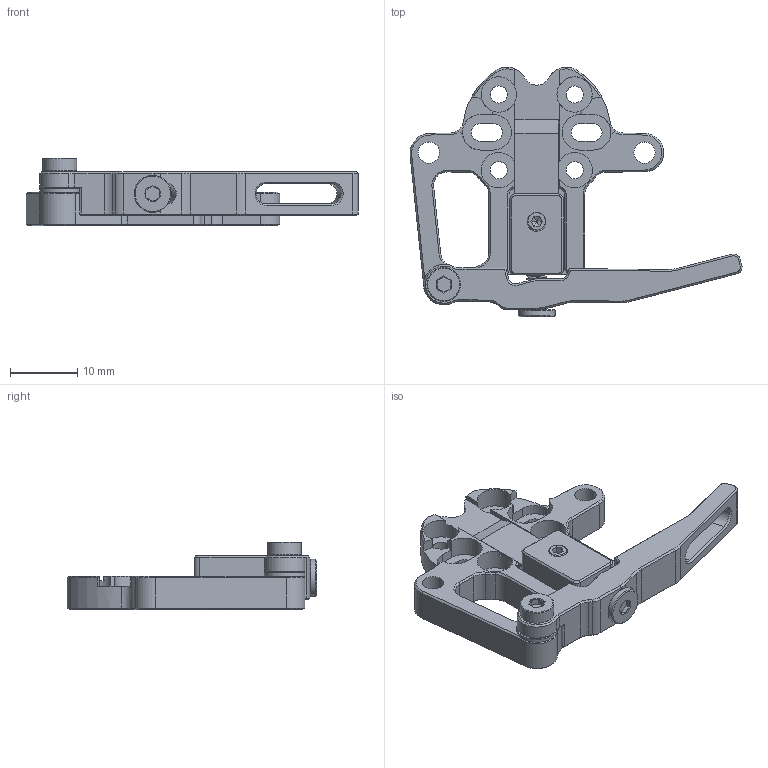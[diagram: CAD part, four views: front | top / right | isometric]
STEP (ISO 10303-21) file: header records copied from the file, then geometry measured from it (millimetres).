
FILE_DESCRIPTION(/* description */ ('','CAx-IF Rec.Pracs.---Representation and Presentation of Product Manufacturing Information (PMI)---4.0---2014-10-13'),/* implementation_level */ '2;1');
FILE_NAME(/* name */ 'Filament Cutter VzBot Magneto Updated Blade.step',/* time_stamp */ '2024-12-04T17:54:34-09:00',/* author */ (''),/* organization */ (''),/* preprocessor_version */ 'ST-DEVELOPER v20',/* originating_system */ 'Autodesk Translation Framework v13.20.0.188',/* authorisation */ '');
FILE_SCHEMA (('AP242_MANAGED_MODEL_BASED_3D_ENGINEERING_MIM_LF { 1 0 10303 442 1 1 4 }'));
Length unit declared in the file: millimetre
Products named in the file (11): Filament Cutter VzBot Magneto Final_Share; #24569; Blade Holder; Lever; Adapter Plate (1); .5 Shim 3x6 Stainless Steel ; 90358A002_Ultra-Low-Profile Socket Head Screw; 90265A323_18-8 Stainless Steel Shoulder Screw; N42sh Magnet 6x2 (1); N42sh Magnet 6x2; M3x0.5 x 3 Stainless Grub Screw
Assembly tree (10 placements, depth 3):
  Filament Cutter VzBot Magneto Final_Share
    #24569
    Blade Holder
    Lever
    Adapter Plate (1)
      .5 Shim 3x6 Stainless Steel 
      90358A002_Ultra-Low-Profile Socket Head Screw
      90265A323_18-8 Stainless Steel Shoulder Screw
      N42sh Magnet 6x2 (1)
      N42sh Magnet 6x2
      M3x0.5 x 3 Stainless Grub Screw
Bounding box: 49.29 x 37.03 x 10.04 mm (x, y, z)
Volume: 3968.6 mm3; surface area: 5259.4 mm2
Topology: 10 solids, 10 shells, 537 faces, 1336 edges, 826 vertices
Faces by surface type: plane 206, cylinder 203, cone 112, bspline 15, torus 1
Full cylindrical faces by diameter (mm): 1.625 x1, 1.915 x6, 2 x1, 2.075 x5, 2.35 x13, 2.356 x1, 2.5 x4, 2.529 x6, 2.55 x4, 2.58 x3, 2.594 x1, 2.927 x2, 3 x16, 3.086 x2, 3.15 x2, 3.2 x1, 4 x1, 5 x1, 5.25 x4, 5.5 x1, 6 x5
Entity records: 24583 total; most frequent: CARTESIAN_POINT 11789, ORIENTED_EDGE 2670, DIRECTION 2505, EDGE_CURVE 1335, AXIS2_PLACEMENT_3D 898, VERTEX_POINT 826, LINE 709, VECTOR 709
